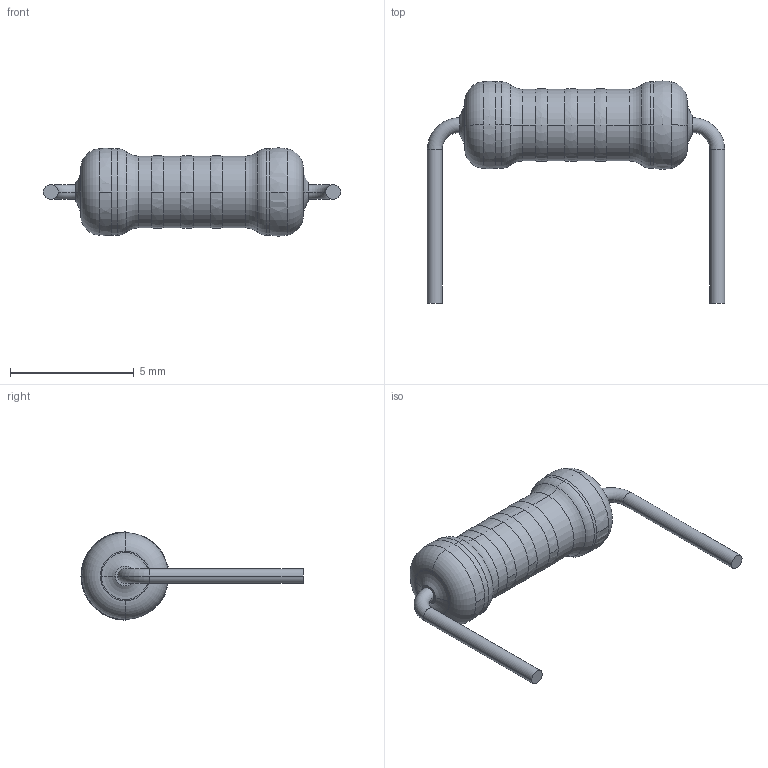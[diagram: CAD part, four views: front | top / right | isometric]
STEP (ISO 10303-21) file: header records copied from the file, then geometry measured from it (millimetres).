
FILE_DESCRIPTION (( 'STEP AP214' ), '1' );
FILE_NAME ('RES_AH_0.5W_450mil_0R_1%.STEP', '2022-06-21T07:18:32', ( '' ), ( '' ), 'SwSTEP 2.0', 'SolidWorks 2020', '' );
FILE_SCHEMA (( 'AUTOMOTIVE_DESIGN' ));
Length unit declared in the file: millimetre
Products named in the file (1): RES_AH_0.5W_450mil_0R_1%
Bounding box: 12.03 x 8.98 x 3.57 mm (x, y, z)
Volume: 73.5 mm3; surface area: 132.9 mm2
Topology: 1 solids, 1 shells, 56 faces, 159 edges, 99 vertices
Faces by surface type: torus 20, cylinder 20, sphere 10, plane 6
Entity records: 2334 total; most frequent: DIRECTION 362, CARTESIAN_POINT 275, ORIENTED_EDGE 268, AXIS2_PLACEMENT_3D 171, EDGE_CURVE 134, CIRCLE 114, VERTEX_POINT 84, EDGE_LOOP 60
